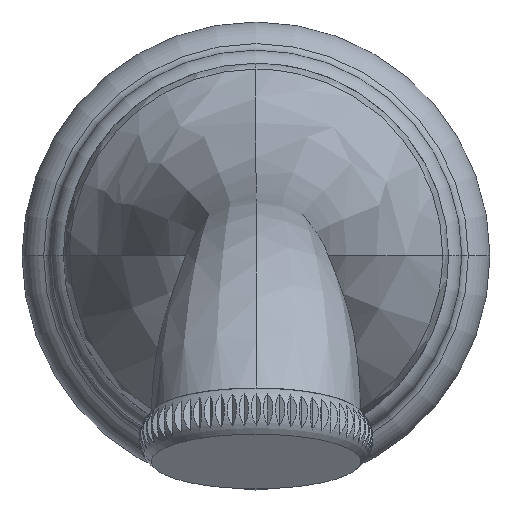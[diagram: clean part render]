
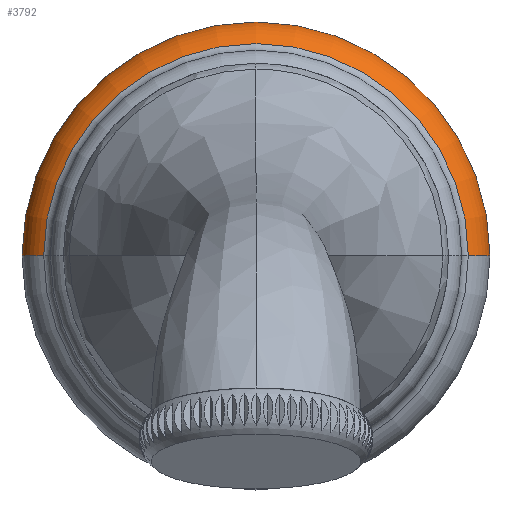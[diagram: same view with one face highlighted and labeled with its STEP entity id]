
A CAD part, top view. The second image highlights one B-rep face of the part: STEP entity #3792.
In plain terms, the highlighted toroidal (fillet/blend) face has major radius 29.693 mm and minor radius 6.502 mm.
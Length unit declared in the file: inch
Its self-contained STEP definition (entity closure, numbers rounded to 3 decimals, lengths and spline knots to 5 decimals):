
#186=CARTESIAN_POINT('',(1.169,0.,0.133));
#187=DIRECTION('',(0.,-1.,0.));
#188=DIRECTION('',(1.,0.,0.));
#189=AXIS2_PLACEMENT_3D('',#186,#187,#188);
#202=CARTESIAN_POINT('',(-1.169,0.,0.133));
#203=DIRECTION('',(0.,1.,0.));
#204=DIRECTION('',(-1.,0.,0.));
#205=AXIS2_PLACEMENT_3D('',#202,#203,#204);
#264=CARTESIAN_POINT('',(0.,0.,0.35687));
#265=DIRECTION('',(0.,0.,-1.));
#266=DIRECTION('',(-1.,0.,0.));
#267=AXIS2_PLACEMENT_3D('',#264,#265,#266);
#272=CARTESIAN_POINT('',(0.,0.,0.133));
#273=DIRECTION('',(0.,0.,-1.));
#274=DIRECTION('',(-1.,0.,0.));
#275=AXIS2_PLACEMENT_3D('',#272,#273,#274);
#3453=CARTESIAN_POINT('',(-1.425,0.,0.133));
#3455=VERTEX_POINT('',#3453);
#3457=CARTESIAN_POINT('',(1.425,0.,0.133));
#3459=VERTEX_POINT('',#3457);
#3468=CARTESIAN_POINT('',(1.29317,0.,
0.35687));
#3469=CARTESIAN_POINT('',(-1.29317,0.,
0.35687));
#3470=VERTEX_POINT('',#3468);
#3471=VERTEX_POINT('',#3469);
#3781=CARTESIAN_POINT('',(0.,0.,0.133));
#3782=DIRECTION('',(0.,0.,-1.));
#3783=DIRECTION('',(1.,0.,0.));
#3784=AXIS2_PLACEMENT_3D('',#3781,#3782,#3783);
#3785=TOROIDAL_SURFACE('',#3784,1.169,0.256);
#3786=ORIENTED_EDGE('',*,*,#3775,.F.);
#3787=ORIENTED_EDGE('',*,*,#3719,.F.);
#3788=ORIENTED_EDGE('',*,*,#3691,.T.);
#3789=ORIENTED_EDGE('',*,*,#3716,.T.);
#3790=EDGE_LOOP('',(#3786,#3787,#3788,#3789));
#3791=FACE_OUTER_BOUND('',#3790,.F.);
#190=CIRCLE('',#189,0.256);
#206=CIRCLE('',#205,0.256);
#268=CIRCLE('',#267,1.29317);
#276=CIRCLE('',#275,1.425);
#3691=EDGE_CURVE('',#3455,#3459,#276,.T.);
#3716=EDGE_CURVE('',#3459,#3470,#190,.T.);
#3719=EDGE_CURVE('',#3455,#3471,#206,.T.);
#3775=EDGE_CURVE('',#3471,#3470,#268,.T.);
#3792=ADVANCED_FACE('',(#3791),#3785,.T.);
